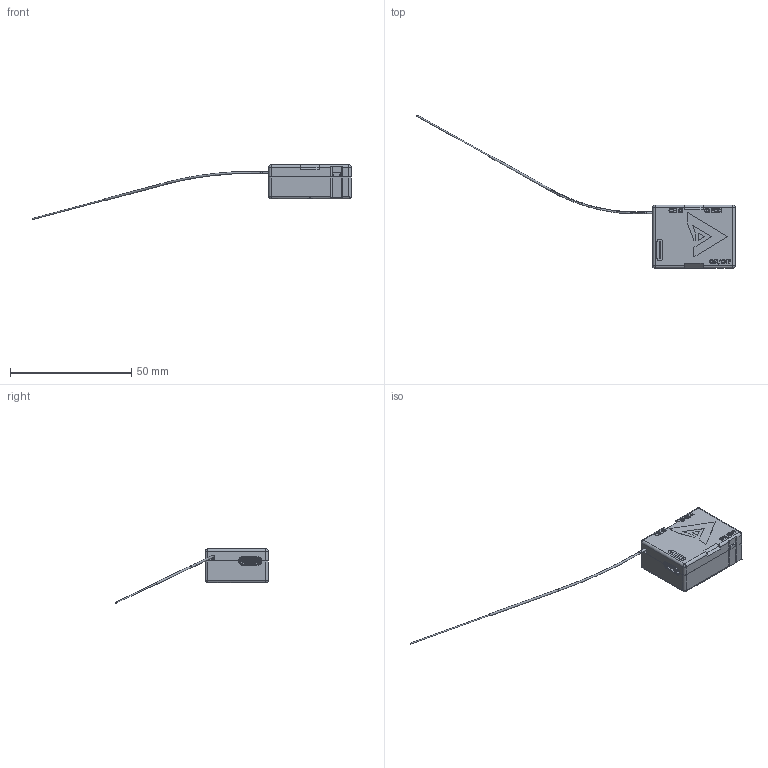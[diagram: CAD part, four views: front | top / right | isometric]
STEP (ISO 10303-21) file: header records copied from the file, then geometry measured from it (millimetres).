
FILE_DESCRIPTION(/* description */ ('STEP AP214'),/* implementation_level */ '2;1');
FILE_NAME(/* name */ 'idMEbatt.step',/* time_stamp */ '2025-05-06T11:46:57+02:00',/* author */ (''),/* organization */ (''),/* preprocessor_version */ 'ST-DEVELOPER v20.1',/* originating_system */ 'Autodesk Translation Framework v14.4.0.0',/* authorisation */ '');
FILE_SCHEMA (('AUTOMOTIVE_DESIGN { 1 0 10303 214 3 1 1 }'));
Products named in the file (23): Remote_ID_BAT_assembly; PCB; USB4510-03-1-A.stp; USB4510.stp; 436331045822.stp; frame.stp; pins_3.stp; pins_1.stp; pins_2.stp; stem.stp; cover.stp; SR4G080.stp; Body.stp; pins.stp; TT-RW1.step; PCB_SC1a.step; SC_shield_3D.step; U.FL-R-SMT-1; C-2015699-1_1_1.stp; BAT; case_bottom_r1; antena_adsb; case_top_r1
Assembly tree (23 placements, depth 3):
  Remote_ID_BAT_assembly
    PCB
    USB4510-03-1-A.stp
      USB4510.stp
    436331045822.stp
      frame.stp
      pins.stp
      pins_3.stp
      pins_1.stp
      pins_2.stp
      stem.stp
      cover.stp
    SR4G080.stp
      Body.stp
      pins.stp
    TT-RW1.step
      PCB_SC1a.step
      SC_shield_3D.step
    U.FL-R-SMT-1
    C-2015699-1_1_1.stp
    BAT
    case_bottom_r1
    antena_adsb
    case_top_r1
Bounding box: 131.17 x 63.34 x 22.56 mm (x, y, z)
Volume: 8872.7 mm3; surface area: 11465.5 mm2
Topology: 18 solids, 19 shells, 2682 faces, 7521 edges, 4923 vertices
Faces by surface type: plane 1877, cylinder 695, bspline 50, cone 35, torus 16, sphere 9
Full cylindrical faces by diameter (mm): 0.245 x2, 0.5 x4, 0.6 x3, 0.8 x1, 0.81 x1, 0.85 x2, 1 x2, 1.15 x1, 1.5 x5, 1.7 x1, 1.86 x1, 1.9 x1, 2 x4, 2.29 x1, 2.69 x1, 3 x3, 3.344 x1
Entity records: 90940 total; most frequent: CARTESIAN_POINT 19881, ORIENTED_EDGE 14997, DIRECTION 14100, EDGE_CURVE 7499, LINE 5850, VECTOR 5850, VERTEX_POINT 4913, AXIS2_PLACEMENT_3D 4125
